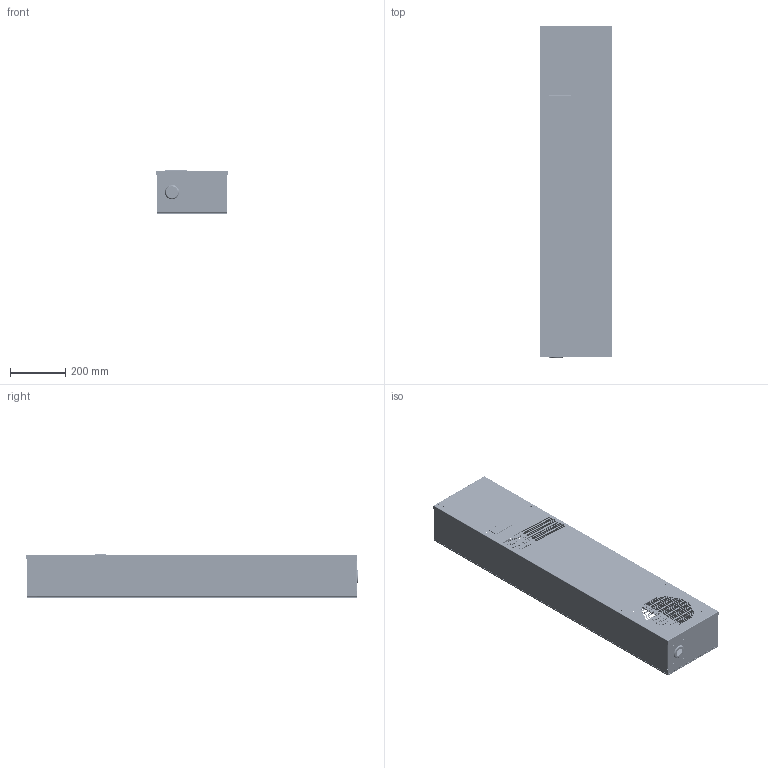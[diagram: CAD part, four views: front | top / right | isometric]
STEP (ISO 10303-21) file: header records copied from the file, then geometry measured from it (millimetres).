
FILE_DESCRIPTION((''),'2;1');
FILE_NAME('LT-58043_STP_ASM','2018-10-09T',('danielc'),(''),'CREO PARAMETRIC BY PTC INC, 2017480','CREO PARAMETRIC BY PTC INC, 2017480','');
FILE_SCHEMA(('CONFIG_CONTROL_DESIGN'));
Products named in the file (19): LT-58043_MOUNTING_TEMP_INS_1; LT-58043_CABINET_1; LT-58043_CABINET_MNF_ASM_1_ASM; LT-58043_CABINET_ASM_1_ASM; LT-58043_COVER_1; LT-58043_COVER_MNF_ASM_1_ASM; LT-58043_COVER_ASM_1_ASM; CAREL_IR33PLUS_SEIFERT_1; 41290_TUTTO_1; 1757048_TUTTO_1; 1757051_TUTTO_1; 1757019_TUTTO_1; CAREL_IR33_PLUS_SEIFERT_ASM_1_ASM; 072106080019_1; LT-58032_8PCONN_BKT_1; LT-58032_8PCONNECTOR_ASM_1_ASM; LT-58043_MOUNTING_TEMP_B_INS_1; LT-58043_COMPLETE_ASSEMBLY_ASM__ASM; LT-58043_STP_ASM
Assembly tree (19 placements, depth 5):
  LT-58043_STP_ASM
    LT-58043_COMPLETE_ASSEMBLY_ASM__ASM
      LT-58043_MOUNTING_TEMP_INS_1
      LT-58043_CABINET_ASM_1_ASM
        LT-58043_CABINET_MNF_ASM_1_ASM
          LT-58043_CABINET_1
      LT-58043_COVER_ASM_1_ASM
        LT-58043_COVER_MNF_ASM_1_ASM
          LT-58043_COVER_1
      CAREL_IR33_PLUS_SEIFERT_ASM_1_ASM
        CAREL_IR33PLUS_SEIFERT_1
        41290_TUTTO_1
        1757048_TUTTO_1
        1757051_TUTTO_1
        1757019_TUTTO_1  x2
      LT-58032_8PCONNECTOR_ASM_1_ASM
        072106080019_1
        LT-58032_8PCONN_BKT_1
      LT-58043_MOUNTING_TEMP_B_INS_1
Bounding box: 261 x 1201 x 159.5 mm (x, y, z)
Volume: 2197251.2 mm3; surface area: 2636114.3 mm2
Topology: 12 solids, 12 shells, 3727 faces, 10372 edges, 6780 vertices
Faces by surface type: plane 1817, cylinder 1812, sphere 30, bspline 24, torus 24, cone 20
Entity records: 120142 total; most frequent: CARTESIAN_POINT 21615, DIRECTION 20823, ORIENTED_EDGE 19836, EDGE_CURVE 9918, AXIS2_PLACEMENT_3D 7389, VERTEX_POINT 6498, VECTOR 6045, LINE 6045
